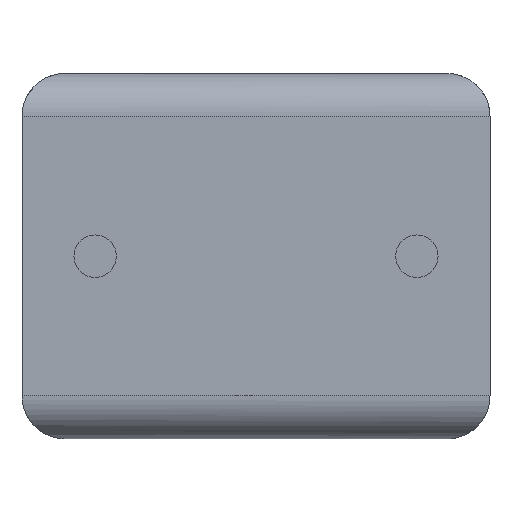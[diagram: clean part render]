
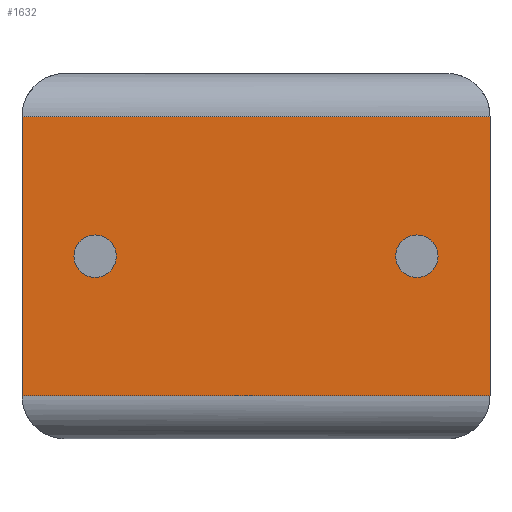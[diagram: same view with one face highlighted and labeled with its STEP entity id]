
A CAD part, front view. The second image highlights one B-rep face of the part: STEP entity #1632.
In plain terms, the highlighted planar face has unit normal (0, -1, 0).
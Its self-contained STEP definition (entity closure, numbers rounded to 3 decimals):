
#182 = CARTESIAN_POINT ( 'NONE',  ( -1.27, 0., 3.175 ) ) ;
#197 = VERTEX_POINT ( 'NONE', #1640 ) ;
#228 = EDGE_LOOP ( 'NONE', ( #398, #1978 ) ) ;
#255 = DIRECTION ( 'NONE',  ( -1., 0., 0. ) ) ;
#291 = CARTESIAN_POINT ( 'NONE',  ( -6.86, 0., 3.175 ) ) ;
#362 = DIRECTION ( 'NONE',  ( 0., 0., -1. ) ) ;
#364 = FACE_OUTER_BOUND ( 'NONE', #3368, .T. ) ;
#398 = ORIENTED_EDGE ( 'NONE', *, *, #1787, .F. ) ;
#420 = LINE ( 'NONE', #3282, #2790 ) ;
#462 = DIRECTION ( 'NONE',  ( 0., 1., 0. ) ) ;
#597 = CARTESIAN_POINT ( 'NONE',  ( 0., 0., 6.35 ) ) ;
#599 = CARTESIAN_POINT ( 'NONE',  ( -8.13, 0., 5.6 ) ) ;
#786 = CARTESIAN_POINT ( 'NONE',  ( -0.901, 0., 3.175 ) ) ;
#794 = EDGE_CURVE ( 'NONE', #1708, #1246, #2603, .T. ) ;
#981 = ORIENTED_EDGE ( 'NONE', *, *, #2870, .T. ) ;
#1036 = DIRECTION ( 'NONE',  ( -1., 0., 0. ) ) ;
#1049 = AXIS2_PLACEMENT_3D ( 'NONE', #1641, #1908, #2786 ) ;
#1065 = CIRCLE ( 'NONE', #2078, 0.369 ) ;
#1073 = ORIENTED_EDGE ( 'NONE', *, *, #1924, .T. ) ;
#1146 = ORIENTED_EDGE ( 'NONE', *, *, #3190, .T. ) ;
#1194 = VERTEX_POINT ( 'NONE', #2759 ) ;
#1246 = VERTEX_POINT ( 'NONE', #786 ) ;
#1247 = FACE_BOUND ( 'NONE', #228, .T. ) ;
#1258 = CARTESIAN_POINT ( 'NONE',  ( -7.229, 0., 3.175 ) ) ;
#1290 = ORIENTED_EDGE ( 'NONE', *, *, #3032, .T. ) ;
#1305 = CARTESIAN_POINT ( 'NONE',  ( -1.639, 0., 3.175 ) ) ;
#1365 = CARTESIAN_POINT ( 'NONE',  ( -1.27, 0., 3.175 ) ) ;
#1384 = CARTESIAN_POINT ( 'NONE',  ( -8.13, 0., 6.35 ) ) ;
#1390 = EDGE_LOOP ( 'NONE', ( #1887, #981 ) ) ;
#1422 = VERTEX_POINT ( 'NONE', #599 ) ;
#1632 = ADVANCED_FACE ( 'NONE', ( #1808, #364, #1247 ), #2665, .F. ) ;
#1640 = CARTESIAN_POINT ( 'NONE',  ( -6.491, 0., 3.175 ) ) ;
#1641 = CARTESIAN_POINT ( 'NONE',  ( 0., 0., 6.35 ) ) ;
#1655 = VECTOR ( 'NONE', #1706, 1000. ) ;
#1706 = DIRECTION ( 'NONE',  ( 0., 0., -1. ) ) ;
#1708 = VERTEX_POINT ( 'NONE', #1305 ) ;
#1787 = EDGE_CURVE ( 'NONE', #1827, #197, #2432, .T. ) ;
#1808 = FACE_BOUND ( 'NONE', #1390, .T. ) ;
#1827 = VERTEX_POINT ( 'NONE', #1258 ) ;
#1833 = CARTESIAN_POINT ( 'NONE',  ( -8.13, 0., 0.75 ) ) ;
#1874 = DIRECTION ( 'NONE',  ( -1., 0., 0. ) ) ;
#1887 = ORIENTED_EDGE ( 'NONE', *, *, #794, .T. ) ;
#1908 = DIRECTION ( 'NONE',  ( 0., 1., 0. ) ) ;
#1924 = EDGE_CURVE ( 'NONE', #1422, #2391, #3390, .T. ) ;
#1978 = ORIENTED_EDGE ( 'NONE', *, *, #2623, .F. ) ;
#2078 = AXIS2_PLACEMENT_3D ( 'NONE', #1365, #3134, #255 ) ;
#2150 = DIRECTION ( 'NONE',  ( 1., 0., 0. ) ) ;
#2219 = CIRCLE ( 'NONE', #2459, 0.369 ) ;
#2282 = CARTESIAN_POINT ( 'NONE',  ( 0., 0., 5.6 ) ) ;
#2391 = VERTEX_POINT ( 'NONE', #1833 ) ;
#2417 = LINE ( 'NONE', #2462, #2816 ) ;
#2432 = CIRCLE ( 'NONE', #3504, 0.369 ) ;
#2459 = AXIS2_PLACEMENT_3D ( 'NONE', #3269, #3327, #1036 ) ;
#2462 = CARTESIAN_POINT ( 'NONE',  ( 0., 0., 5.6 ) ) ;
#2494 = AXIS2_PLACEMENT_3D ( 'NONE', #182, #462, #2770 ) ;
#2572 = EDGE_CURVE ( 'NONE', #3408, #1194, #3170, .T. ) ;
#2603 = CIRCLE ( 'NONE', #2494, 0.369 ) ;
#2623 = EDGE_CURVE ( 'NONE', #197, #1827, #2219, .T. ) ;
#2665 = PLANE ( 'NONE',  #1049 ) ;
#2759 = CARTESIAN_POINT ( 'NONE',  ( 0., 0., 0.75 ) ) ;
#2770 = DIRECTION ( 'NONE',  ( -1., 0., 0. ) ) ;
#2786 = DIRECTION ( 'NONE',  ( -1., 0., 0. ) ) ;
#2790 = VECTOR ( 'NONE', #2150, 1000. ) ;
#2816 = VECTOR ( 'NONE', #1874, 1000. ) ;
#2870 = EDGE_CURVE ( 'NONE', #1246, #1708, #1065, .T. ) ;
#3032 = EDGE_CURVE ( 'NONE', #3408, #1422, #2417, .T. ) ;
#3134 = DIRECTION ( 'NONE',  ( 0., 1., 0. ) ) ;
#3170 = LINE ( 'NONE', #597, #3665 ) ;
#3190 = EDGE_CURVE ( 'NONE', #2391, #1194, #420, .T. ) ;
#3269 = CARTESIAN_POINT ( 'NONE',  ( -6.86, 0., 3.175 ) ) ;
#3282 = CARTESIAN_POINT ( 'NONE',  ( 0., 0., 0.75 ) ) ;
#3327 = DIRECTION ( 'NONE',  ( 0., -1., 0. ) ) ;
#3336 = DIRECTION ( 'NONE',  ( -1., 0., 0. ) ) ;
#3368 = EDGE_LOOP ( 'NONE', ( #3644, #1290, #1073, #1146 ) ) ;
#3390 = LINE ( 'NONE', #1384, #1655 ) ;
#3408 = VERTEX_POINT ( 'NONE', #2282 ) ;
#3504 = AXIS2_PLACEMENT_3D ( 'NONE', #291, #3659, #3336 ) ;
#3644 = ORIENTED_EDGE ( 'NONE', *, *, #2572, .F. ) ;
#3659 = DIRECTION ( 'NONE',  ( 0., -1., 0. ) ) ;
#3665 = VECTOR ( 'NONE', #362, 1000. ) ;
